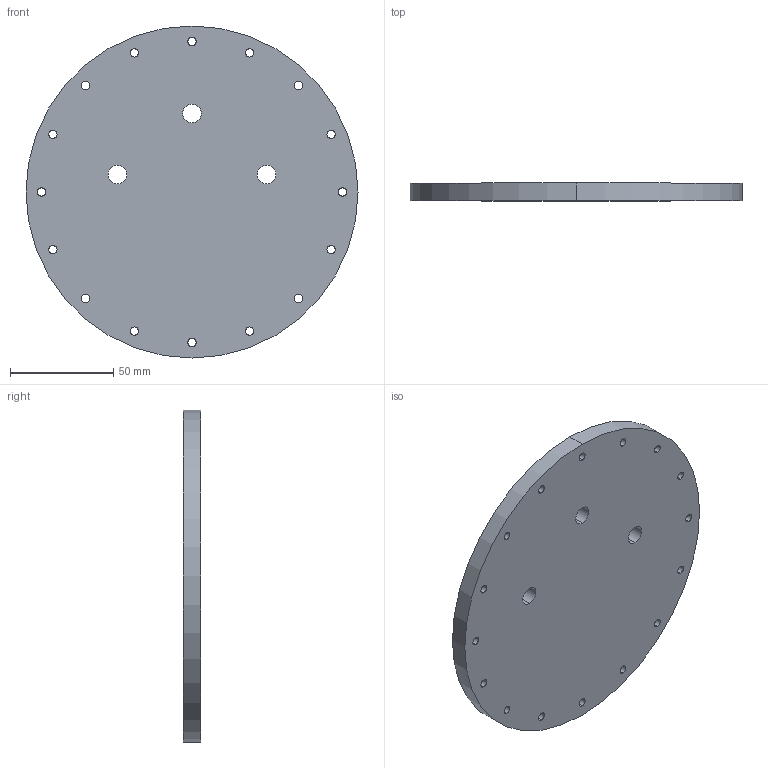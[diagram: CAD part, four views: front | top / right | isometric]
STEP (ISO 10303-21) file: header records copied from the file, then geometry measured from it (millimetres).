
FILE_DESCRIPTION (( 'STEP AP214' ), '1' );
FILE_NAME ('Bouynancy Chamber Housing Lid.STEP', '2024-10-21T01:20:29', ( '' ), ( '' ), 'SwSTEP 2.0', 'SolidWorks 2022', '' );
FILE_SCHEMA (( 'AUTOMOTIVE_DESIGN' ));
Length unit declared in the file: millimetre
Products named in the file (1): Bouynancy Chamber Housing Lid
Bounding box: 161 x 8.5 x 161 mm (x, y, z)
Volume: 167023.7 mm3; surface area: 48104.2 mm2
Topology: 1 solids, 1 shells, 63 faces, 162 edges, 106 vertices
Faces by surface type: cylinder 52, plane 7, cone 4
Entity records: 2084 total; most frequent: DIRECTION 396, CARTESIAN_POINT 332, ORIENTED_EDGE 324, AXIS2_PLACEMENT_3D 170, EDGE_CURVE 162, CIRCLE 106, EDGE_LOOP 106, VERTEX_POINT 106
